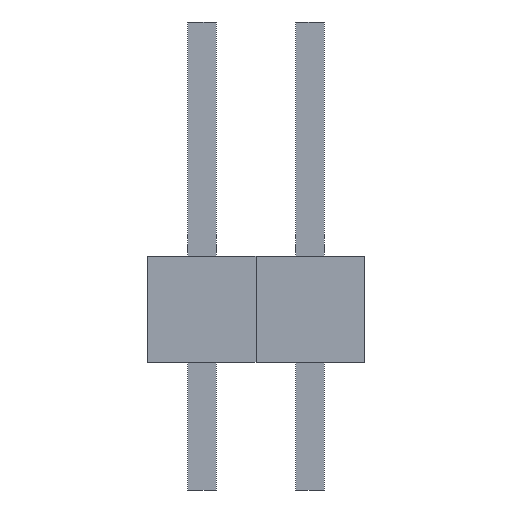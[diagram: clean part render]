
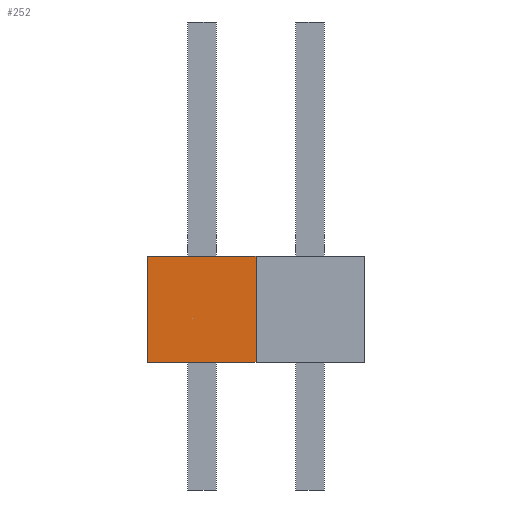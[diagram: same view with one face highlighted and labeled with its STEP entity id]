
A CAD part, front view. The second image highlights one B-rep face of the part: STEP entity #252.
In plain terms, the highlighted planar face has unit normal (0, -1, 0).
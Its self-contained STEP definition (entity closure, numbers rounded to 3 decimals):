
#13=DIRECTION('',(0.,0.,1.));
#14=DIRECTION('',(1.,0.,0.));
#203=EDGE_CURVE('',#204,#206,#208,.T.);
#204=VERTEX_POINT('',#205);
#205=CARTESIAN_POINT('',(-1.27,-1.271,0.));
#206=VERTEX_POINT('',#207);
#207=CARTESIAN_POINT('',(-1.27,-1.271,2.5));
#208=LINE('',#205,#209);
#209=VECTOR('',#13,1.);
#216=DIRECTION('',(0.,1.,0.));
#230=ORIENTED_EDGE('',*,*,#231,.F.);
#231=EDGE_CURVE('',#232,#234,#236,.T.);
#232=VERTEX_POINT('',#233);
#233=CARTESIAN_POINT('',(1.27,-1.271,0.));
#234=VERTEX_POINT('',#235);
#235=CARTESIAN_POINT('',(1.27,-1.271,2.5));
#236=LINE('',#233,#209);
#252=ADVANCED_FACE('',(#253),#263,.F.);
#253=FACE_BOUND('',#254,.F.);
#254=EDGE_LOOP('',(#255,#259,#260,#230));
#255=ORIENTED_EDGE('',*,*,#256,.F.);
#256=EDGE_CURVE('',#204,#232,#257,.T.);
#257=LINE('',#205,#258);
#258=VECTOR('',#14,1.);
#259=ORIENTED_EDGE('',*,*,#203,.T.);
#260=ORIENTED_EDGE('',*,*,#261,.T.);
#261=EDGE_CURVE('',#206,#234,#262,.T.);
#262=LINE('',#207,#258);
#263=PLANE('',#264);
#264=AXIS2_PLACEMENT_3D('',#205,#216,#13);
